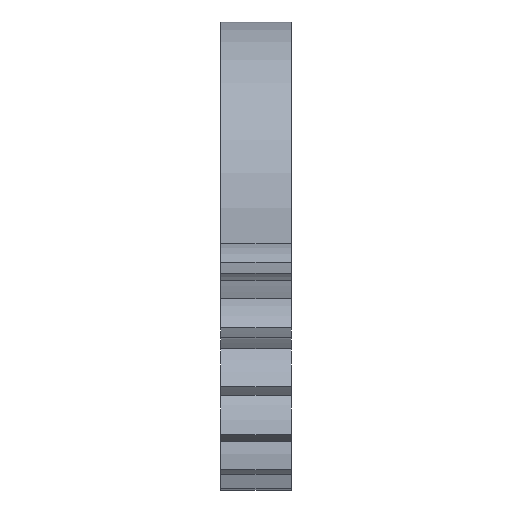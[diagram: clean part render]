
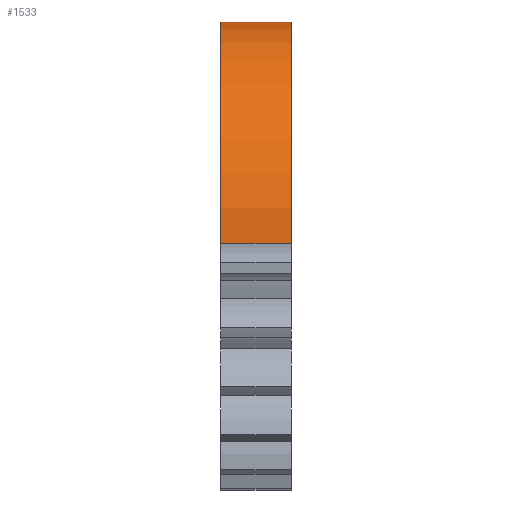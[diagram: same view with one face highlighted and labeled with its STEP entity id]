
A CAD part, left-side view. The second image highlights one B-rep face of the part: STEP entity #1533.
In plain terms, the highlighted cylindrical face has radius 12.093 mm (diameter 24.185 mm), a partial arc.
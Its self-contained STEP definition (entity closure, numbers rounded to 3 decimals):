
#109 = CARTESIAN_POINT ( 'NONE',  ( 1.306, 0., 4. ) ) ;
#136 = CIRCLE ( 'NONE', #1823, 12.093 ) ;
#173 = EDGE_CURVE ( 'NONE', #1780, #926, #1338, .T. ) ;
#348 = EDGE_CURVE ( 'NONE', #686, #987, #463, .T. ) ;
#385 = DIRECTION ( 'NONE',  ( 0., 0., 1. ) ) ;
#430 = CARTESIAN_POINT ( 'NONE',  ( -10.106, 4., 0. ) ) ;
#452 = CARTESIAN_POINT ( 'NONE',  ( 1.306, -6., 4. ) ) ;
#463 = LINE ( 'NONE', #452, #1373 ) ;
#545 = EDGE_CURVE ( 'NONE', #1780, #987, #1896, .T. ) ;
#556 = EDGE_LOOP ( 'NONE', ( #683, #1618, #1603, #843 ) ) ;
#560 = DIRECTION ( 'NONE',  ( 0., 1., 0. ) ) ;
#565 = DIRECTION ( 'NONE',  ( 0., -1., 0. ) ) ;
#683 = ORIENTED_EDGE ( 'NONE', *, *, #920, .T. ) ;
#686 = VERTEX_POINT ( 'NONE', #109 ) ;
#843 = ORIENTED_EDGE ( 'NONE', *, *, #173, .T. ) ;
#847 = AXIS2_PLACEMENT_3D ( 'NONE', #1992, #560, #1975 ) ;
#914 = CYLINDRICAL_SURFACE ( 'NONE', #1358, 12.093 ) ;
#920 = EDGE_CURVE ( 'NONE', #926, #686, #136, .T. ) ;
#926 = VERTEX_POINT ( 'NONE', #1484 ) ;
#930 = FACE_OUTER_BOUND ( 'NONE', #556, .T. ) ;
#987 = VERTEX_POINT ( 'NONE', #1151 ) ;
#1151 = CARTESIAN_POINT ( 'NONE',  ( 1.306, 4., 4. ) ) ;
#1326 = CARTESIAN_POINT ( 'NONE',  ( -22.187, 4., -0.543 ) ) ;
#1338 = LINE ( 'NONE', #1511, #1367 ) ;
#1358 = AXIS2_PLACEMENT_3D ( 'NONE', #430, #1860, #1559 ) ;
#1367 = VECTOR ( 'NONE', #565, 1000. ) ;
#1373 = VECTOR ( 'NONE', #1723, 1000. ) ;
#1484 = CARTESIAN_POINT ( 'NONE',  ( -22.187, 0., -0.543 ) ) ;
#1511 = CARTESIAN_POINT ( 'NONE',  ( -22.187, 4., -0.543 ) ) ;
#1525 = CARTESIAN_POINT ( 'NONE',  ( -10.106, 0., 0. ) ) ;
#1533 = ADVANCED_FACE ( 'NONE', ( #930 ), #914, .T. ) ;
#1559 = DIRECTION ( 'NONE',  ( 0., 0., -1. ) ) ;
#1603 = ORIENTED_EDGE ( 'NONE', *, *, #545, .F. ) ;
#1618 = ORIENTED_EDGE ( 'NONE', *, *, #348, .T. ) ;
#1723 = DIRECTION ( 'NONE',  ( 0., 1., 0. ) ) ;
#1780 = VERTEX_POINT ( 'NONE', #1326 ) ;
#1823 = AXIS2_PLACEMENT_3D ( 'NONE', #1525, #1832, #385 ) ;
#1832 = DIRECTION ( 'NONE',  ( 0., 1., 0. ) ) ;
#1860 = DIRECTION ( 'NONE',  ( 0., -1., 0. ) ) ;
#1896 = CIRCLE ( 'NONE', #847, 12.093 ) ;
#1975 = DIRECTION ( 'NONE',  ( 0., 0., 1. ) ) ;
#1992 = CARTESIAN_POINT ( 'NONE',  ( -10.106, 4., 0. ) ) ;
